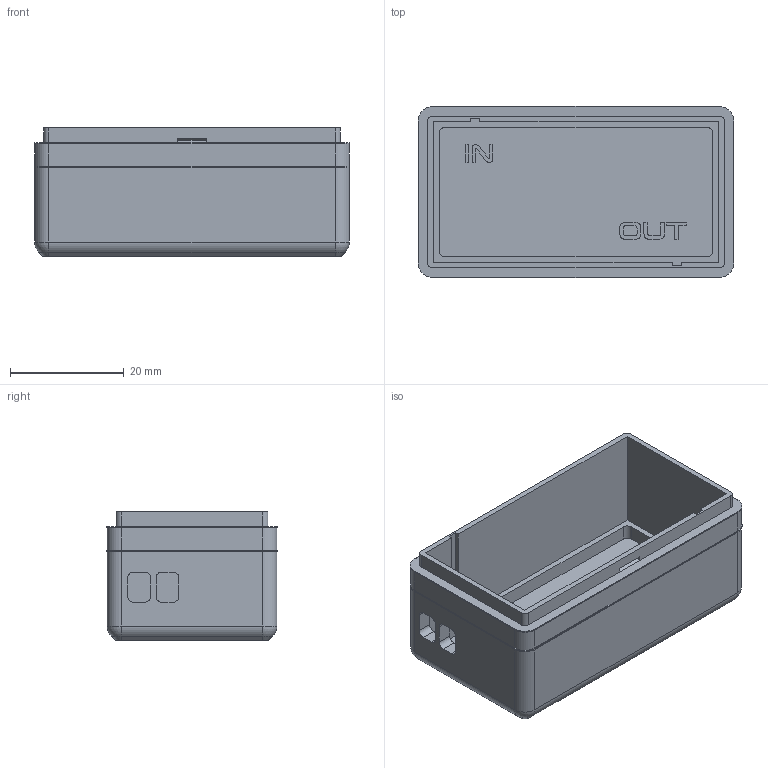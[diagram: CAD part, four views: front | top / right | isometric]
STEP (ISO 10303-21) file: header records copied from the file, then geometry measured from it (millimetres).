
FILE_DESCRIPTION(('FreeCAD Model'),'2;1');
FILE_NAME('Open CASCADE Shape Model','2025-12-21T11:48:09',(''),(''), 'Open CASCADE STEP processor 7.8','FreeCAD','Unknown');
FILE_SCHEMA(('AUTOMOTIVE_DESIGN { 1 0 10303 214 1 1 1 1 }'));
Length unit declared in the file: millimetre
Products named in the file (1): Part A - Ribbed
Bounding box: 55.6 x 30.1 x 22.6 mm (x, y, z)
Volume: 11028.6 mm3; surface area: 10107.2 mm2
Topology: 1 solids, 1 shells, 208 faces, 562 edges, 368 vertices
Faces by surface type: plane 118, cylinder 44, extrusion 38, sphere 4, revolution 4
Entity records: 6704 total; most frequent: CARTESIAN_POINT 1485, ORIENTED_EDGE 1124, DIRECTION 962, EDGE_CURVE 562, VECTOR 432, LINE 394, VERTEX_POINT 368, AXIS2_PLACEMENT_3D 263
